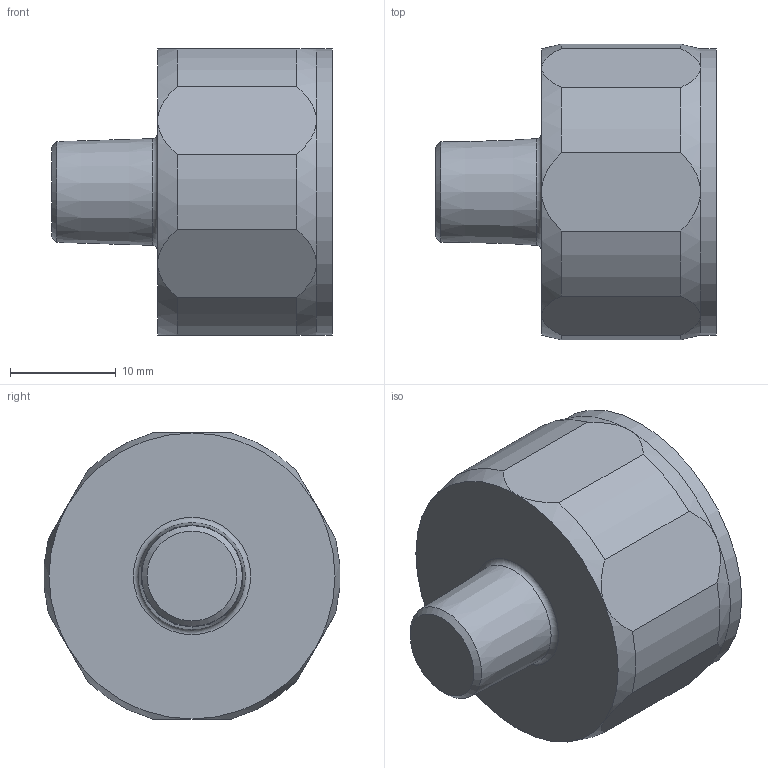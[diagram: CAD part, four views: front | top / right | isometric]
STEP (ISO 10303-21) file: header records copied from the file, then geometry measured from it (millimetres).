
FILE_DESCRIPTION(/* description */ ('STEP AP214'),/* implementation_level */ '2;1');
FILE_NAME(/* name */ '541734_MA-27-25-R1_8',/* time_stamp */ '2024-09-05T02:51:25+02:00',/* author */ ('License CC BY-ND 4.0'),/* organization */ ('CADENAS'),/* preprocessor_version */ 'ST-DEVELOPER v19.3',/* originating_system */ 'PARTsolutions',/* authorisation */ ' ');
FILE_SCHEMA (('AUTOMOTIVE_DESIGN {1 0 10303 214 3 1 1}'));
Length unit declared in the file: millimetre
Products named in the file (1): 541734 MA-27-25-R1/8
Bounding box: 26.5 x 27.9 x 27 mm (x, y, z)
Volume: 10564.2 mm3; surface area: 2873.9 mm2
Topology: 1 solids, 1 shells, 43 faces, 99 edges, 61 vertices
Faces by surface type: plane 15, cone 14, cylinder 13, torus 1
Full cylindrical faces by diameter (mm): 25 x1, 27 x1
Entity records: 1562 total; most frequent: CARTESIAN_POINT 295, DIRECTION 199, ORIENTED_EDGE 188, EDGE_CURVE 94, AXIS2_PLACEMENT_3D 85, VERTEX_POINT 61, EDGE_LOOP 51, FACE_BOUND 51
